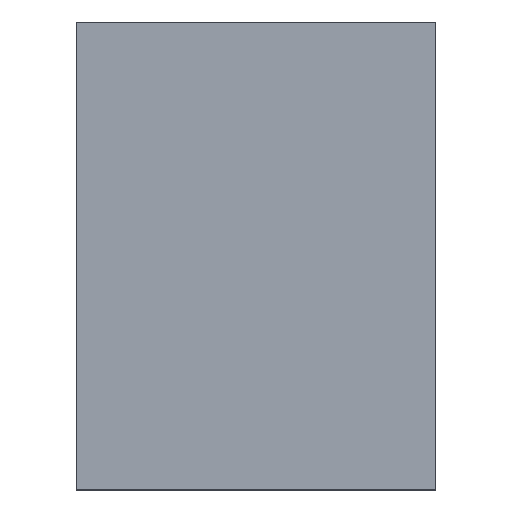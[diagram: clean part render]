
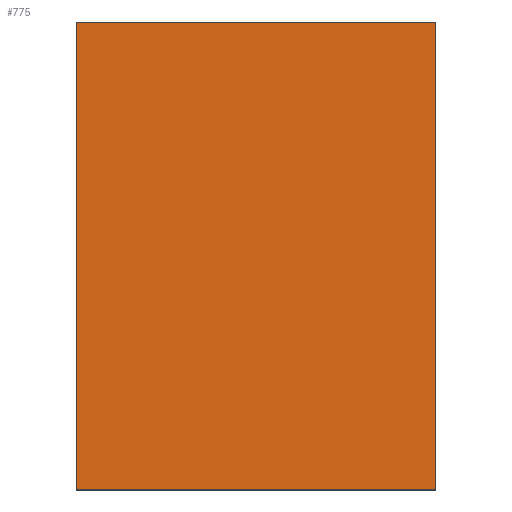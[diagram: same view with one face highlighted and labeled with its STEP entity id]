
A CAD part, top view. The second image highlights one B-rep face of the part: STEP entity #775.
In plain terms, the highlighted planar face has unit normal (0, 0, 1).
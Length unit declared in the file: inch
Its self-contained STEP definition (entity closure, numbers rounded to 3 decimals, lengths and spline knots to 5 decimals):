
#115=FACE_OUTER_BOUND('',#175,.T.);
#175=EDGE_LOOP('',(#681,#682,#683,#684));
#247=LINE('',#1274,#327);
#250=LINE('',#1280,#330);
#253=LINE('',#1286,#333);
#256=LINE('',#1290,#336);
#327=VECTOR('',#1058,0.3937);
#330=VECTOR('',#1063,0.3937);
#333=VECTOR('',#1068,0.3937);
#336=VECTOR('',#1073,0.3937);
#395=VERTEX_POINT('',#1271);
#396=VERTEX_POINT('',#1273);
#398=VERTEX_POINT('',#1279);
#400=VERTEX_POINT('',#1285);
#487=EDGE_CURVE('',#396,#395,#247,.T.);
#490=EDGE_CURVE('',#398,#396,#250,.T.);
#493=EDGE_CURVE('',#400,#398,#253,.T.);
#496=EDGE_CURVE('',#395,#400,#256,.T.);
#681=ORIENTED_EDGE('',*,*,#496,.T.);
#682=ORIENTED_EDGE('',*,*,#493,.T.);
#683=ORIENTED_EDGE('',*,*,#490,.T.);
#684=ORIENTED_EDGE('',*,*,#487,.T.);
#727=PLANE('',#860);
#775=ADVANCED_FACE('',(#115),#727,.T.);
#860=AXIS2_PLACEMENT_3D('',#1291,#1074,#1075);
#1058=DIRECTION('',(0.,-1.,0.));
#1063=DIRECTION('',(-1.,0.,0.));
#1068=DIRECTION('',(0.,1.,0.));
#1073=DIRECTION('',(1.,0.,0.));
#1074=DIRECTION('center_axis',(0.,0.,1.));
#1075=DIRECTION('ref_axis',(1.,0.,0.));
#1271=CARTESIAN_POINT('',(-10.,-13.,30.875));
#1273=CARTESIAN_POINT('',(-10.,13.,30.875));
#1274=CARTESIAN_POINT('',(-10.,-13.,30.875));
#1279=CARTESIAN_POINT('',(10.,13.,30.875));
#1280=CARTESIAN_POINT('',(-10.,13.,30.875));
#1285=CARTESIAN_POINT('',(10.,-13.,30.875));
#1286=CARTESIAN_POINT('',(10.,13.,30.875));
#1290=CARTESIAN_POINT('',(10.,-13.,30.875));
#1291=CARTESIAN_POINT('Origin',(0.,0.,30.875));
